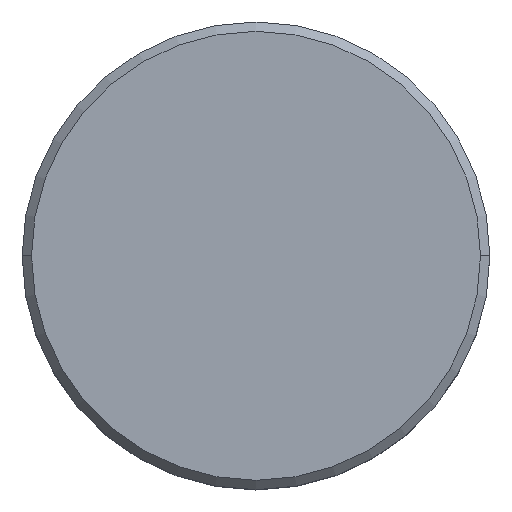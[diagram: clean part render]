
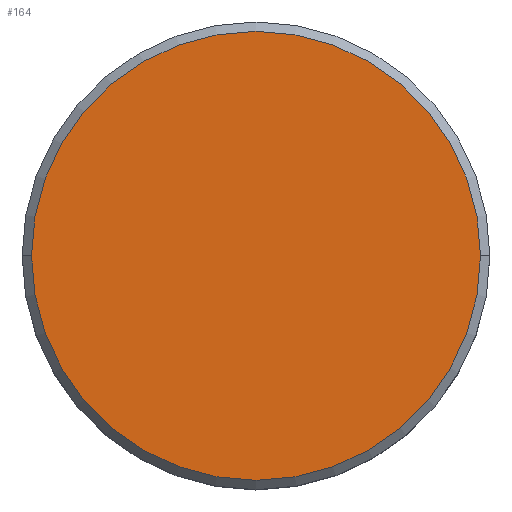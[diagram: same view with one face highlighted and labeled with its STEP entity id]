
A CAD part, top view. The second image highlights one B-rep face of the part: STEP entity #164.
In plain terms, the highlighted planar face has unit normal (0, 0, 1).
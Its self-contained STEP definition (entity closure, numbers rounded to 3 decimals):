
#6 = CIRCLE ( 'NONE', #430, 12. ) ;
#18 = DIRECTION ( 'NONE',  ( 0., 0., 1. ) ) ;
#24 = CARTESIAN_POINT ( 'NONE',  ( 0., 0., 0. ) ) ;
#34 = ORIENTED_EDGE ( 'NONE', *, *, #50, .T. ) ;
#40 = VERTEX_POINT ( 'NONE', #268 ) ;
#50 = EDGE_CURVE ( 'NONE', #262, #40, #118, .T. ) ;
#69 = PLANE ( 'NONE',  #368 ) ;
#113 = FACE_OUTER_BOUND ( 'NONE', #263, .T. ) ;
#118 = CIRCLE ( 'NONE', #597, 12. ) ;
#164 = ADVANCED_FACE ( 'NONE', ( #113 ), #69, .T. ) ;
#181 = EDGE_CURVE ( 'NONE', #40, #262, #6, .T. ) ;
#186 = DIRECTION ( 'NONE',  ( 0., 0., 1. ) ) ;
#198 = DIRECTION ( 'NONE',  ( 1., 0., 0. ) ) ;
#206 = DIRECTION ( 'NONE',  ( 0., 0., 1. ) ) ;
#262 = VERTEX_POINT ( 'NONE', #270 ) ;
#263 = EDGE_LOOP ( 'NONE', ( #34, #517 ) ) ;
#268 = CARTESIAN_POINT ( 'NONE',  ( 12., 0., 0. ) ) ;
#270 = CARTESIAN_POINT ( 'NONE',  ( -12., 0., 0. ) ) ;
#343 = DIRECTION ( 'NONE',  ( 1., 0., 0. ) ) ;
#368 = AXIS2_PLACEMENT_3D ( 'NONE', #427, #18, #198 ) ;
#400 = CARTESIAN_POINT ( 'NONE',  ( 0., 0., 0. ) ) ;
#423 = DIRECTION ( 'NONE',  ( 1., 0., 0. ) ) ;
#427 = CARTESIAN_POINT ( 'NONE',  ( 0., 0., 0. ) ) ;
#430 = AXIS2_PLACEMENT_3D ( 'NONE', #24, #206, #343 ) ;
#517 = ORIENTED_EDGE ( 'NONE', *, *, #181, .T. ) ;
#597 = AXIS2_PLACEMENT_3D ( 'NONE', #400, #186, #423 ) ;
